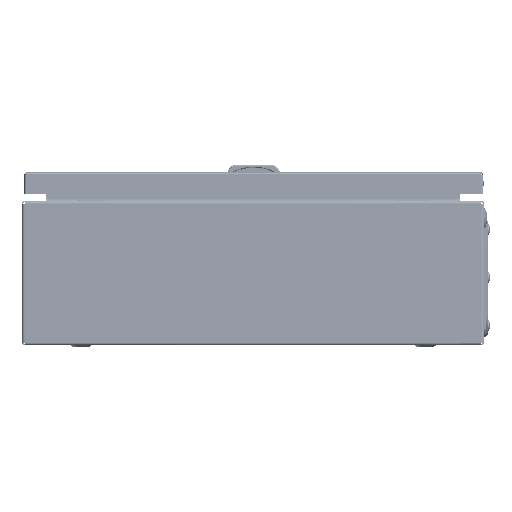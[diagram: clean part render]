
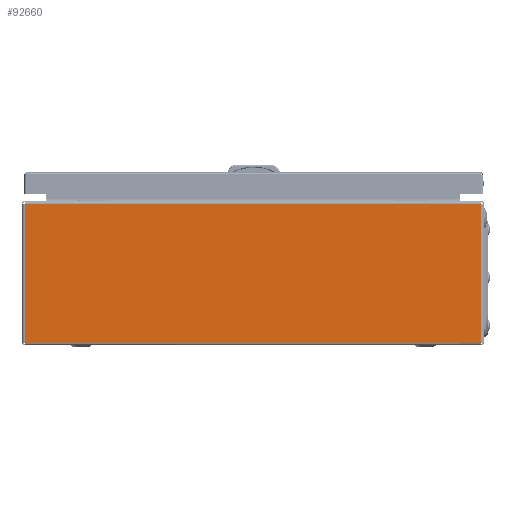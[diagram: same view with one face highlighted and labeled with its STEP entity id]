
A CAD part, left-side view. The second image highlights one B-rep face of the part: STEP entity #92660.
In plain terms, the highlighted planar face has unit normal (-1, 0, 0).
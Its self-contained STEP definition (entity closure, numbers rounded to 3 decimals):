
#10895 = CARTESIAN_POINT ( 'NONE',  ( -1.2, -60.1, 198.8 ) ) ;
#11377 = CARTESIAN_POINT ( 'NONE',  ( -1.2, -60.1, 196.95 ) ) ;
#12314 = VECTOR ( 'NONE', #212492, 1000. ) ;
#17835 = DIRECTION ( 'NONE',  ( 0., 0., 1. ) ) ;
#27462 = CARTESIAN_POINT ( 'NONE',  ( -1.2, -60.1, -197.6 ) ) ;
#35519 = VERTEX_POINT ( 'NONE', #263225 ) ;
#35781 = CARTESIAN_POINT ( 'NONE',  ( -1.2, 60.1, -197.6 ) ) ;
#43512 = LINE ( 'NONE', #64376, #187751 ) ;
#54729 = EDGE_CURVE ( 'NONE', #94529, #135739, #369118, .T. ) ;
#56148 = ORIENTED_EDGE ( 'NONE', *, *, #285883, .F. ) ;
#56862 = VECTOR ( 'NONE', #17835, 1000. ) ;
#59275 = VERTEX_POINT ( 'NONE', #86163 ) ;
#64376 = CARTESIAN_POINT ( 'NONE',  ( -1.2, 60.1, 197. ) ) ;
#80194 = VERTEX_POINT ( 'NONE', #248438 ) ;
#82241 = ORIENTED_EDGE ( 'NONE', *, *, #238245, .T. ) ;
#82526 = AXIS2_PLACEMENT_3D ( 'NONE', #321615, #92388, #293890 ) ;
#86163 = CARTESIAN_POINT ( 'NONE',  ( -1.2, 60.1, -197.3 ) ) ;
#92388 = DIRECTION ( 'NONE',  ( 1., 0., 0. ) ) ;
#92660 = ADVANCED_FACE ( 'NONE', ( #355433 ), #265007, .F. ) ;
#94529 = VERTEX_POINT ( 'NONE', #223599 ) ;
#109706 = VECTOR ( 'NONE', #290188, 1000. ) ;
#112518 = CARTESIAN_POINT ( 'NONE',  ( -1.2, -60.1, -197.55 ) ) ;
#117542 = EDGE_CURVE ( 'NONE', #222039, #137587, #231246, .T. ) ;
#130351 = VECTOR ( 'NONE', #153789, 1000. ) ;
#135739 = VERTEX_POINT ( 'NONE', #27462 ) ;
#137587 = VERTEX_POINT ( 'NONE', #11377 ) ;
#153789 = DIRECTION ( 'NONE',  ( 0., 0., -1. ) ) ;
#163951 = CARTESIAN_POINT ( 'NONE',  ( -1.2, -60.1, -197.55 ) ) ;
#187751 = VECTOR ( 'NONE', #237013, 1000. ) ;
#202884 = ORIENTED_EDGE ( 'NONE', *, *, #54729, .T. ) ;
#212492 = DIRECTION ( 'NONE',  ( 0., 0., -1. ) ) ;
#213123 = VECTOR ( 'NONE', #256159, 1000. ) ;
#213703 = EDGE_LOOP ( 'NONE', ( #348017, #82241, #316963, #202884, #225244, #304881, #56148 ) ) ;
#221874 = EDGE_CURVE ( 'NONE', #94529, #59275, #354207, .T. ) ;
#222039 = VERTEX_POINT ( 'NONE', #163951 ) ;
#223599 = CARTESIAN_POINT ( 'NONE',  ( -1.2, 60.1, -197.6 ) ) ;
#225111 = LINE ( 'NONE', #327576, #130351 ) ;
#225244 = ORIENTED_EDGE ( 'NONE', *, *, #328269, .F. ) ;
#231246 = LINE ( 'NONE', #112518, #213123 ) ;
#233259 = LINE ( 'NONE', #10895, #12314 ) ;
#237013 = DIRECTION ( 'NONE',  ( 0., -1., 0. ) ) ;
#238245 = EDGE_CURVE ( 'NONE', #80194, #59275, #225111, .T. ) ;
#248438 = CARTESIAN_POINT ( 'NONE',  ( -1.2, 60.1, 197. ) ) ;
#256159 = DIRECTION ( 'NONE',  ( 0., 0., 1. ) ) ;
#262542 = CARTESIAN_POINT ( 'NONE',  ( -1.2, -60.1, 198.8 ) ) ;
#263225 = CARTESIAN_POINT ( 'NONE',  ( -1.2, -60.1, 197. ) ) ;
#265007 = PLANE ( 'NONE',  #82526 ) ;
#285883 = EDGE_CURVE ( 'NONE', #35519, #137587, #339529, .T. ) ;
#290188 = DIRECTION ( 'NONE',  ( 0., 0., -1. ) ) ;
#292556 = VECTOR ( 'NONE', #295218, 1000. ) ;
#293890 = DIRECTION ( 'NONE',  ( 0., 0., -1. ) ) ;
#295218 = DIRECTION ( 'NONE',  ( 0., -1., 0. ) ) ;
#304881 = ORIENTED_EDGE ( 'NONE', *, *, #117542, .T. ) ;
#316963 = ORIENTED_EDGE ( 'NONE', *, *, #221874, .F. ) ;
#321615 = CARTESIAN_POINT ( 'NONE',  ( -1.2, -60.1, -198.8 ) ) ;
#327576 = CARTESIAN_POINT ( 'NONE',  ( -1.2, 60.1, 197. ) ) ;
#328269 = EDGE_CURVE ( 'NONE', #222039, #135739, #233259, .T. ) ;
#339529 = LINE ( 'NONE', #262542, #109706 ) ;
#348017 = ORIENTED_EDGE ( 'NONE', *, *, #366652, .F. ) ;
#354207 = LINE ( 'NONE', #362867, #56862 ) ;
#355433 = FACE_OUTER_BOUND ( 'NONE', #213703, .T. ) ;
#362867 = CARTESIAN_POINT ( 'NONE',  ( -1.2, 60.1, 198.8 ) ) ;
#366652 = EDGE_CURVE ( 'NONE', #80194, #35519, #43512, .T. ) ;
#369118 = LINE ( 'NONE', #35781, #292556 ) ;
